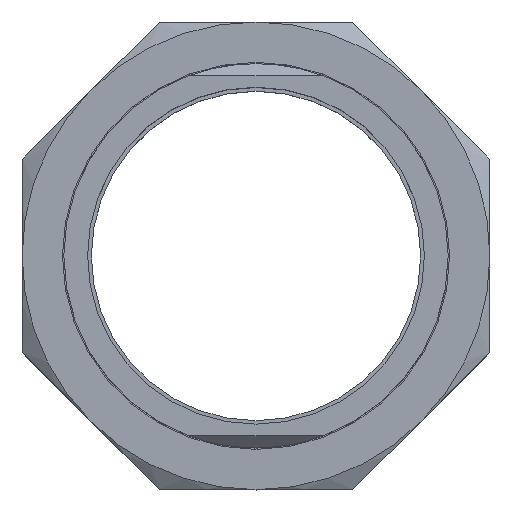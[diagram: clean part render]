
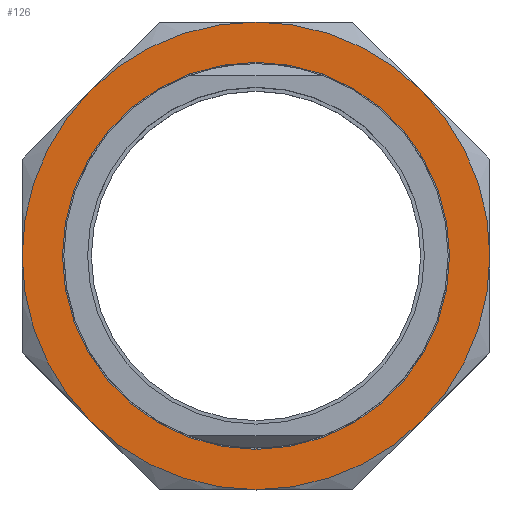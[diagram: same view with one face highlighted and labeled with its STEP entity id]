
A CAD part, top view. The second image highlights one B-rep face of the part: STEP entity #126.
In plain terms, the highlighted planar face has unit normal (0, 0, 1).
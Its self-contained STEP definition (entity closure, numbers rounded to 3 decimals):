
#20 = ORIENTED_EDGE ( 'NONE', *, *, #2340, .T. ) ;
#21 = ORIENTED_EDGE ( 'NONE', *, *, #2329, .T. ) ;
#25 = ORIENTED_EDGE ( 'NONE', *, *, #2041, .T. ) ;
#27 = ORIENTED_EDGE ( 'NONE', *, *, #2378, .T. ) ;
#36 = ORIENTED_EDGE ( 'NONE', *, *, #2334, .T. ) ;
#39 = EDGE_CURVE ( 'NONE', #2057, #2341, #245, .T. ) ;
#78 = EDGE_LOOP ( 'NONE', ( #91, #27, #25, #111, #124, #20, #21, #36 ) ) ;
#91 = ORIENTED_EDGE ( 'NONE', *, *, #2399, .T. ) ;
#92 = EDGE_CURVE ( 'NONE', #2012, #1128, #323, .T. ) ;
#111 = ORIENTED_EDGE ( 'NONE', *, *, #2050, .T. ) ;
#124 = ORIENTED_EDGE ( 'NONE', *, *, #39, .T. ) ;
#125 = EDGE_LOOP ( 'NONE', ( #127, #129 ) ) ;
#126 = ADVANCED_FACE ( 'NONE', ( #427, #426 ), #421, .F. ) ;
#127 = ORIENTED_EDGE ( 'NONE', *, *, #92, .F. ) ;
#129 = ORIENTED_EDGE ( 'NONE', *, *, #2018, .F. ) ;
#236 = DIRECTION ( 'NONE',  ( 1., 0., 0. ) ) ;
#237 = DIRECTION ( 'NONE',  ( 0., 0., 1. ) ) ;
#238 = CARTESIAN_POINT ( 'NONE',  ( 0., 0., 15.5 ) ) ;
#239 = AXIS2_PLACEMENT_3D ( 'NONE', #238, #237, #236 ) ;
#245 = CIRCLE ( 'NONE', #239, 43.5 ) ;
#319 = DIRECTION ( 'NONE',  ( 1., 0., 0. ) ) ;
#320 = DIRECTION ( 'NONE',  ( 0., 0., 1. ) ) ;
#321 = CARTESIAN_POINT ( 'NONE',  ( 0., 0., 15.5 ) ) ;
#322 = AXIS2_PLACEMENT_3D ( 'NONE', #321, #320, #319 ) ;
#323 = CIRCLE ( 'NONE', #322, 36. ) ;
#417 = DIRECTION ( 'NONE',  ( -1., 0., 0. ) ) ;
#418 = DIRECTION ( 'NONE',  ( 0., 0., -1. ) ) ;
#419 = CARTESIAN_POINT ( 'NONE',  ( 0., 43.5, 15.5 ) ) ;
#420 = AXIS2_PLACEMENT_3D ( 'NONE', #419, #418, #417 ) ;
#421 = PLANE ( 'NONE',  #420 ) ;
#426 = FACE_OUTER_BOUND ( 'NONE', #78, .T. ) ;
#427 = FACE_BOUND ( 'NONE', #125, .T. ) ;
#512 = CARTESIAN_POINT ( 'NONE',  ( -36., 0., 15.5 ) ) ;
#572 = CARTESIAN_POINT ( 'NONE',  ( 36., 0., 15.5 ) ) ;
#622 = DIRECTION ( 'NONE',  ( 1., 0., 0. ) ) ;
#623 = DIRECTION ( 'NONE',  ( 0., 0., 1. ) ) ;
#624 = CARTESIAN_POINT ( 'NONE',  ( 0., 0., 15.5 ) ) ;
#625 = AXIS2_PLACEMENT_3D ( 'NONE', #624, #623, #622 ) ;
#626 = CIRCLE ( 'NONE', #625, 36. ) ;
#643 = DIRECTION ( 'NONE',  ( 1., 0., 0. ) ) ;
#644 = DIRECTION ( 'NONE',  ( 0., 0., 1. ) ) ;
#645 = CARTESIAN_POINT ( 'NONE',  ( 0., 0., 15.5 ) ) ;
#646 = AXIS2_PLACEMENT_3D ( 'NONE', #645, #644, #643 ) ;
#651 = CIRCLE ( 'NONE', #646, 43.5 ) ;
#671 = CARTESIAN_POINT ( 'NONE',  ( -43.5, 0., 15.5 ) ) ;
#674 = CARTESIAN_POINT ( 'NONE',  ( -30.759, 30.759, 15.5 ) ) ;
#675 = DIRECTION ( 'NONE',  ( 1., 0., 0. ) ) ;
#676 = DIRECTION ( 'NONE',  ( 0., 0., 1. ) ) ;
#677 = CARTESIAN_POINT ( 'NONE',  ( 0., 0., 15.5 ) ) ;
#678 = AXIS2_PLACEMENT_3D ( 'NONE', #677, #676, #675 ) ;
#679 = CIRCLE ( 'NONE', #678, 43.5 ) ;
#1128 = VERTEX_POINT ( 'NONE', #512 ) ;
#1186 = CARTESIAN_POINT ( 'NONE',  ( 0., -43.5, 15.5 ) ) ;
#1192 = DIRECTION ( 'NONE',  ( 0., 0., 1. ) ) ;
#1193 = CARTESIAN_POINT ( 'NONE',  ( 0., 0., 15.5 ) ) ;
#1194 = AXIS2_PLACEMENT_3D ( 'NONE', #1193, #1192, #1250 ) ;
#1195 = CIRCLE ( 'NONE', #1194, 43.5 ) ;
#1212 = DIRECTION ( 'NONE',  ( 1., 0., 0. ) ) ;
#1213 = DIRECTION ( 'NONE',  ( 0., 0., 1. ) ) ;
#1214 = CARTESIAN_POINT ( 'NONE',  ( 0., 0., 15.5 ) ) ;
#1215 = AXIS2_PLACEMENT_3D ( 'NONE', #1214, #1213, #1212 ) ;
#1222 = CIRCLE ( 'NONE', #1215, 43.5 ) ;
#1243 = DIRECTION ( 'NONE',  ( 1., 0., 0. ) ) ;
#1244 = DIRECTION ( 'NONE',  ( 0., 0., 1. ) ) ;
#1245 = CARTESIAN_POINT ( 'NONE',  ( 0., 0., 15.5 ) ) ;
#1246 = AXIS2_PLACEMENT_3D ( 'NONE', #1245, #1244, #1243 ) ;
#1247 = CIRCLE ( 'NONE', #1246, 43.5 ) ;
#1248 = CARTESIAN_POINT ( 'NONE',  ( -30.759, -30.759, 15.5 ) ) ;
#1249 = CARTESIAN_POINT ( 'NONE',  ( 30.759, -30.759, 15.5 ) ) ;
#1250 = DIRECTION ( 'NONE',  ( 1., 0., 0. ) ) ;
#1319 = DIRECTION ( 'NONE',  ( 1., 0., 0. ) ) ;
#1320 = DIRECTION ( 'NONE',  ( 0., 0., 1. ) ) ;
#1321 = AXIS2_PLACEMENT_3D ( 'NONE', #1330, #1320, #1319 ) ;
#1322 = CIRCLE ( 'NONE', #1321, 43.5 ) ;
#1330 = CARTESIAN_POINT ( 'NONE',  ( 0., 0., 15.5 ) ) ;
#1334 = CARTESIAN_POINT ( 'NONE',  ( 30.759, 30.759, 15.5 ) ) ;
#1348 = CARTESIAN_POINT ( 'NONE',  ( 0., 43.5, 15.5 ) ) ;
#1384 = DIRECTION ( 'NONE',  ( 1., 0., 0. ) ) ;
#1385 = DIRECTION ( 'NONE',  ( 0., 0., 1. ) ) ;
#1386 = CARTESIAN_POINT ( 'NONE',  ( 0., 0., 15.5 ) ) ;
#1387 = AXIS2_PLACEMENT_3D ( 'NONE', #1386, #1385, #1384 ) ;
#1391 = CIRCLE ( 'NONE', #1387, 43.5 ) ;
#1430 = CARTESIAN_POINT ( 'NONE',  ( 43.5, 0., 15.5 ) ) ;
#2012 = VERTEX_POINT ( 'NONE', #572 ) ;
#2018 = EDGE_CURVE ( 'NONE', #1128, #2012, #626, .T. ) ;
#2041 = EDGE_CURVE ( 'NONE', #2394, #2054, #651, .T. ) ;
#2050 = EDGE_CURVE ( 'NONE', #2054, #2057, #679, .T. ) ;
#2054 = VERTEX_POINT ( 'NONE', #674 ) ;
#2057 = VERTEX_POINT ( 'NONE', #671 ) ;
#2320 = VERTEX_POINT ( 'NONE', #1186 ) ;
#2329 = EDGE_CURVE ( 'NONE', #2320, #2337, #1222, .T. ) ;
#2334 = EDGE_CURVE ( 'NONE', #2337, #2443, #1195, .T. ) ;
#2337 = VERTEX_POINT ( 'NONE', #1249 ) ;
#2340 = EDGE_CURVE ( 'NONE', #2341, #2320, #1247, .T. ) ;
#2341 = VERTEX_POINT ( 'NONE', #1248 ) ;
#2374 = VERTEX_POINT ( 'NONE', #1334 ) ;
#2378 = EDGE_CURVE ( 'NONE', #2374, #2394, #1322, .T. ) ;
#2394 = VERTEX_POINT ( 'NONE', #1348 ) ;
#2399 = EDGE_CURVE ( 'NONE', #2443, #2374, #1391, .T. ) ;
#2443 = VERTEX_POINT ( 'NONE', #1430 ) ;
